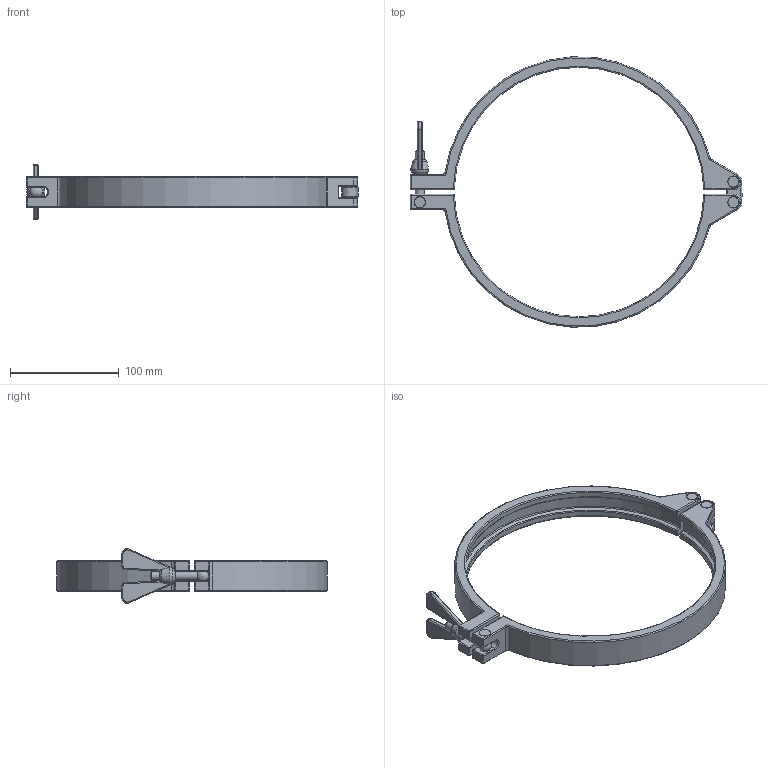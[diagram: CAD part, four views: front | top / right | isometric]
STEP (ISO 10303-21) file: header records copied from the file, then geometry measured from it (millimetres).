
FILE_DESCRIPTION(/* description */ (''),/* implementation_level */ '2;1');
FILE_NAME(/* name */ '18801858X.stp',/* time_stamp */ '2018-11-02T09:49:38+01:00',/* author */ ('sletas'),/* organization */ (''),/* preprocessor_version */ 'ST-DEVELOPER v15.6',/* originating_system */ 'Autodesk Inventor 2015',/* authorisation */ '');
FILE_SCHEMA (('AUTOMOTIVE_DESIGN { 1 0 10303 214 3 1 1 }'));
Length unit declared in the file: millimetre
Products named in the file (1): ENG-063260_Shrinkwrap_1
Bounding box: 305.38 x 248.66 x 49.97 mm (x, y, z)
Volume: 216003 mm3; surface area: 77848.7 mm2
Topology: 3 solids, 3 shells, 274 faces, 630 edges, 348 vertices
Faces by surface type: cylinder 113, plane 58, torus 45, bspline 25, sphere 23, cone 10
Full cylindrical faces by diameter (mm): 4.82 x3, 5 x3, 8 x2, 10 x6, 10.5 x6
Entity records: 8617 total; most frequent: CARTESIAN_POINT 2430, DIRECTION 1281, ORIENTED_EDGE 1140, EDGE_CURVE 570, AXIS2_PLACEMENT_3D 548, VERTEX_POINT 339, EDGE_LOOP 325, CIRCLE 286
